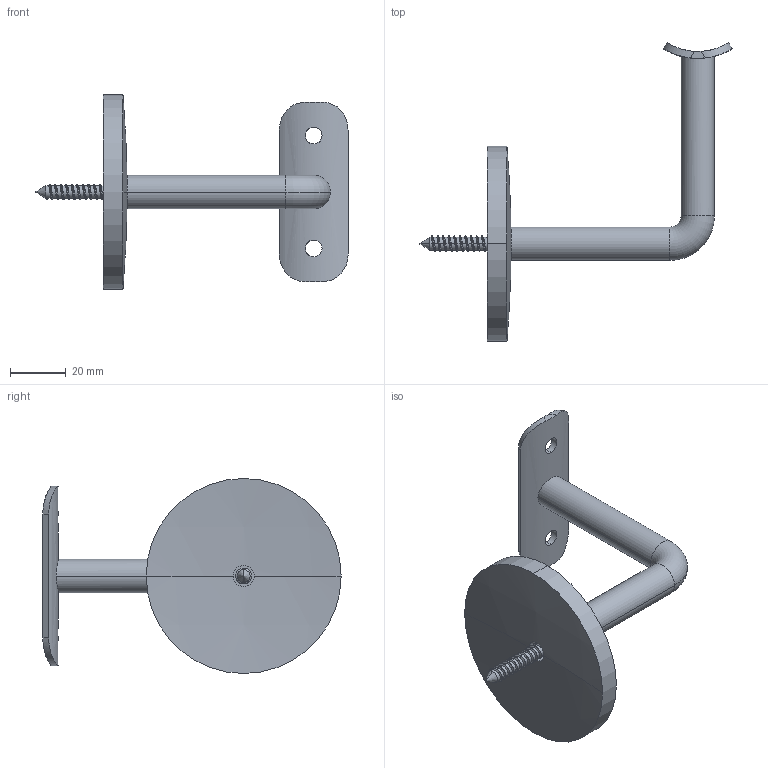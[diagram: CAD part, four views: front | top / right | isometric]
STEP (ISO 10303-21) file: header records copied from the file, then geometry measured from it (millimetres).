
FILE_DESCRIPTION (( 'STEP AP203' ), '1' );
FILE_NAME ('3D_GW2732_42.4_188671910.STEP', '2024-09-26T15:04:54', ( '' ), ( '' ), 'SwSTEP 2.0', 'SolidWorks 2024', '' );
FILE_SCHEMA (( 'CONFIG_CONTROL_DESIGN' ));
Length unit declared in the file: millimetre
Products named in the file (1): 3D_GW2732_42.4_188671910
Bounding box: 112.06 x 107.1 x 70 mm (x, y, z)
Volume: 45522 mm3; surface area: 18507.3 mm2
Topology: 3 solids, 3 shells, 77 faces, 200 edges, 128 vertices
Faces by surface type: cylinder 54, plane 10, sphere 4, cone 4, bspline 3, torus 2
Entity records: 5710 total; most frequent: CARTESIAN_POINT 3941, ORIENTED_EDGE 396, DIRECTION 314, EDGE_CURVE 198, VERTEX_POINT 128, AXIS2_PLACEMENT_3D 121, EDGE_LOOP 84, FACE_OUTER_BOUND 77
